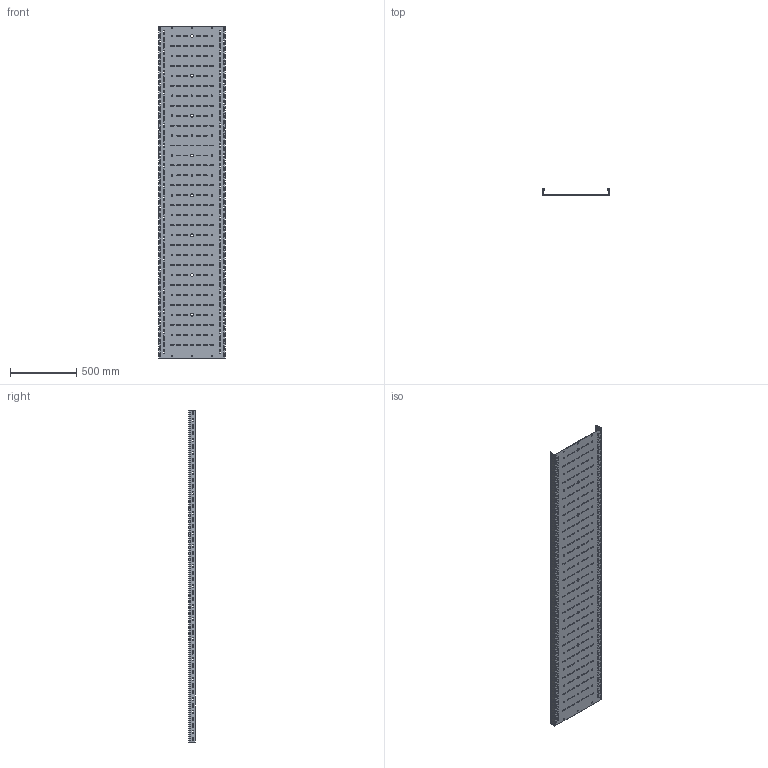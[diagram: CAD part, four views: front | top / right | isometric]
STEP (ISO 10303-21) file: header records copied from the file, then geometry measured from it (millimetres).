
FILE_DESCRIPTION (( 'STEP AP203' ), '1' );
FILE_NAME ('CLP10-050-500-200-D25 Ëîòîê ïåðôîðèðîâàííûé ESCA 50õ500õ2500-2,0 IEK.STEP', '2021-10-04T13:33:51', ( '' ), ( '' ), 'SwSTEP 2.0', 'SolidWorks 2017', '' );
FILE_SCHEMA (( 'CONFIG_CONTROL_DESIGN' ));
Products named in the file (1): CLP10-050-500-200-D25 Ëîòîê ïåðôîðèðîâàííûé ESCA 50õ500õ2500-2,0 IEK
Bounding box: 500 x 49.97 x 2500 mm (x, y, z)
Volume: 3016249.7 mm3; surface area: 2919342 mm2
Topology: 1 solids, 1 shells, 2374 faces, 7116 edges, 4744 vertices
Faces by surface type: cylinder 1366, plane 1008
Entity records: 83221 total; most frequent: DIRECTION 14598, CARTESIAN_POINT 14235, ORIENTED_EDGE 14232, EDGE_CURVE 7116, AXIS2_PLACEMENT_3D 5107, VERTEX_POINT 4744, VECTOR 4384, LINE 4384
